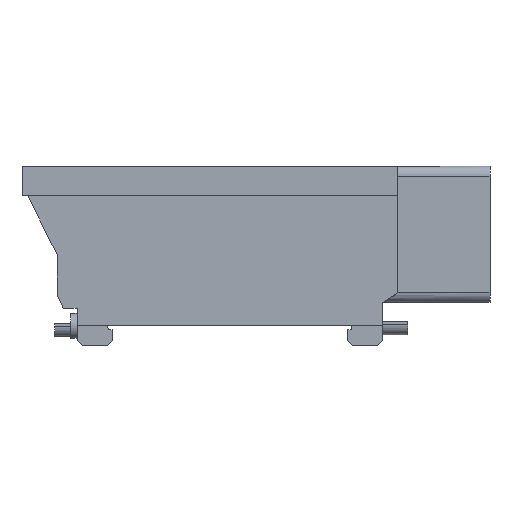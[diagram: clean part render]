
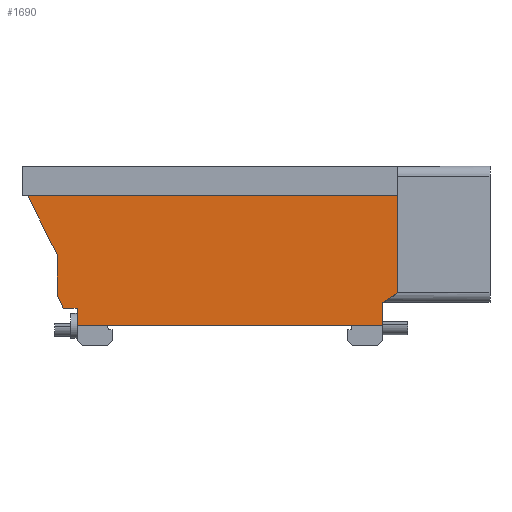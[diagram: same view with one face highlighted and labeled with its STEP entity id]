
A CAD part, left-side view. The second image highlights one B-rep face of the part: STEP entity #1690.
In plain terms, the highlighted planar face has unit normal (-1, 0, 0).
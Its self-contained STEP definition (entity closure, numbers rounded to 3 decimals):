
#39=PLANE('',#1801);
#102=LINE('',#2370,#316);
#103=LINE('',#2374,#317);
#113=LINE('',#2399,#327);
#114=LINE('',#2400,#328);
#115=LINE('',#2404,#329);
#120=LINE('',#2415,#334);
#121=LINE('',#2419,#335);
#146=LINE('',#2476,#360);
#158=LINE('',#2507,#372);
#162=LINE('',#2515,#376);
#163=LINE('',#2517,#377);
#164=LINE('',#2519,#378);
#165=LINE('',#2521,#379);
#166=LINE('',#2522,#380);
#167=LINE('',#2523,#381);
#168=LINE('',#2525,#382);
#169=LINE('',#2526,#383);
#170=LINE('',#2527,#384);
#316=VECTOR('',#1911,1000.);
#317=VECTOR('',#1914,1000.);
#327=VECTOR('',#1930,1000.);
#328=VECTOR('',#1931,1000.);
#329=VECTOR('',#1934,1000.);
#334=VECTOR('',#1943,1000.);
#335=VECTOR('',#1946,1000.);
#360=VECTOR('',#1979,1000.);
#372=VECTOR('',#1999,1000.);
#376=VECTOR('',#2005,1000.);
#377=VECTOR('',#2006,1000.);
#378=VECTOR('',#2007,1000.);
#379=VECTOR('',#2008,1000.);
#380=VECTOR('',#2009,1000.);
#381=VECTOR('',#2010,1000.);
#382=VECTOR('',#2011,1000.);
#383=VECTOR('',#2012,1000.);
#384=VECTOR('',#2013,1000.);
#604=ORIENTED_EDGE('',*,*,#1048,.F.);
#605=ORIENTED_EDGE('',*,*,#1035,.F.);
#606=ORIENTED_EDGE('',*,*,#1055,.F.);
#607=ORIENTED_EDGE('',*,*,#1033,.F.);
#608=ORIENTED_EDGE('',*,*,#1047,.F.);
#609=ORIENTED_EDGE('',*,*,#1104,.F.);
#610=ORIENTED_EDGE('',*,*,#1105,.F.);
#611=ORIENTED_EDGE('',*,*,#1106,.F.);
#612=ORIENTED_EDGE('',*,*,#1107,.F.);
#613=ORIENTED_EDGE('',*,*,#1100,.F.);
#614=ORIENTED_EDGE('',*,*,#1108,.T.);
#615=ORIENTED_EDGE('',*,*,#1085,.T.);
#616=ORIENTED_EDGE('',*,*,#1109,.T.);
#617=ORIENTED_EDGE('',*,*,#1110,.T.);
#618=ORIENTED_EDGE('',*,*,#1050,.F.);
#619=ORIENTED_EDGE('',*,*,#1111,.F.);
#620=ORIENTED_EDGE('',*,*,#1057,.F.);
#621=ORIENTED_EDGE('',*,*,#1112,.F.);
#1033=EDGE_CURVE('',#1284,#1285,#102,.F.);
#1035=EDGE_CURVE('',#1286,#1283,#103,.T.);
#1047=EDGE_CURVE('',#1298,#1284,#113,.T.);
#1048=EDGE_CURVE('',#1283,#1299,#114,.T.);
#1050=EDGE_CURVE('',#1300,#1287,#115,.T.);
#1055=EDGE_CURVE('',#1285,#1286,#120,.T.);
#1057=EDGE_CURVE('',#1306,#1305,#121,.T.);
#1085=EDGE_CURVE('',#1335,#1334,#146,.T.);
#1100=EDGE_CURVE('',#1349,#1350,#158,.T.);
#1104=EDGE_CURVE('',#1353,#1298,#162,.T.);
#1105=EDGE_CURVE('',#1354,#1353,#163,.T.);
#1106=EDGE_CURVE('',#1355,#1354,#164,.T.);
#1107=EDGE_CURVE('',#1350,#1355,#165,.T.);
#1108=EDGE_CURVE('',#1349,#1335,#166,.T.);
#1109=EDGE_CURVE('',#1334,#1356,#167,.F.);
#1110=EDGE_CURVE('',#1356,#1287,#168,.T.);
#1111=EDGE_CURVE('',#1305,#1300,#169,.T.);
#1112=EDGE_CURVE('',#1299,#1306,#170,.F.);
#1283=VERTEX_POINT('',#2368);
#1284=VERTEX_POINT('',#2369);
#1285=VERTEX_POINT('',#2371);
#1286=VERTEX_POINT('',#2373);
#1287=VERTEX_POINT('',#2377);
#1298=VERTEX_POINT('',#2398);
#1299=VERTEX_POINT('',#2401);
#1300=VERTEX_POINT('',#2403);
#1305=VERTEX_POINT('',#2417);
#1306=VERTEX_POINT('',#2418);
#1334=VERTEX_POINT('',#2475);
#1335=VERTEX_POINT('',#2477);
#1349=VERTEX_POINT('',#2506);
#1350=VERTEX_POINT('',#2508);
#1353=VERTEX_POINT('',#2516);
#1354=VERTEX_POINT('',#2518);
#1355=VERTEX_POINT('',#2520);
#1356=VERTEX_POINT('',#2524);
#1491=EDGE_LOOP('',(#604,#605,#606,#607,#608,#609,#610,#611,#612,#613,#614,
#615,#616,#617,#618,#619,#620,#621));
#1586=FACE_BOUND('',#1491,.T.);
#1690=ADVANCED_FACE('',(#1586),#39,.T.);
#1801=AXIS2_PLACEMENT_3D('',#2514,#2003,#2004);
#1911=DIRECTION('',(0.,0.,-1.));
#1914=DIRECTION('',(0.,0.,-1.));
#1930=DIRECTION('',(0.,-1.,0.));
#1931=DIRECTION('',(0.,-1.,0.));
#1934=DIRECTION('',(0.,-1.,0.));
#1943=DIRECTION('',(0.,-1.,0.));
#1946=DIRECTION('',(0.,-1.,0.));
#1979=DIRECTION('',(0.,0.,1.));
#1999=DIRECTION('',(0.,0.,1.));
#2003=DIRECTION('',(-1.,0.,0.));
#2004=DIRECTION('',(0.,-1.,0.));
#2005=DIRECTION('',(0.,0.447,0.894));
#2006=DIRECTION('',(0.,0.,1.));
#2007=DIRECTION('',(0.,0.414,0.91));
#2008=DIRECTION('',(0.,1.,0.));
#2009=DIRECTION('',(0.,-1.,0.));
#2010=DIRECTION('',(0.,0.832,-0.555));
#2011=DIRECTION('',(0.,0.,1.));
#2012=DIRECTION('',(0.,0.,-1.));
#2013=DIRECTION('',(0.,0.,-1.));
#2368=CARTESIAN_POINT('',(-19.5,11.881,-2.95));
#2369=CARTESIAN_POINT('',(-19.5,12.747,-2.95));
#2370=CARTESIAN_POINT('',(-19.5,12.747,0.));
#2371=CARTESIAN_POINT('',(-19.5,12.747,0.));
#2373=CARTESIAN_POINT('',(-19.5,11.881,0.));
#2374=CARTESIAN_POINT('',(-19.5,11.881,0.));
#2377=CARTESIAN_POINT('',(-19.5,-20.186,-2.95));
#2398=CARTESIAN_POINT('',(-19.5,16.755,-2.95));
#2399=CARTESIAN_POINT('',(-19.5,13.189,-2.95));
#2400=CARTESIAN_POINT('',(-19.5,13.189,-2.95));
#2401=CARTESIAN_POINT('',(-19.5,-14.753,-2.95));
#2403=CARTESIAN_POINT('',(-19.5,-15.619,-2.95));
#2404=CARTESIAN_POINT('',(-19.5,13.189,-2.95));
#2415=CARTESIAN_POINT('',(-19.5,-3.436,0.));
#2417=CARTESIAN_POINT('',(-19.5,-15.619,0.));
#2418=CARTESIAN_POINT('',(-19.5,-14.753,0.));
#2419=CARTESIAN_POINT('',(-19.5,-3.436,0.));
#2475=CARTESIAN_POINT('',(-19.5,-18.686,-13.65));
#2476=CARTESIAN_POINT('',(-19.5,-18.686,-17.75));
#2477=CARTESIAN_POINT('',(-19.5,-18.686,-15.95));
#2506=CARTESIAN_POINT('',(-19.5,11.814,-15.95));
#2507=CARTESIAN_POINT('',(-19.5,11.814,-17.75));
#2508=CARTESIAN_POINT('',(-19.5,11.814,-14.2));
#2514=CARTESIAN_POINT('',(-19.5,-3.436,-16.35));
#2515=CARTESIAN_POINT('',(-19.5,15.367,-5.726));
#2516=CARTESIAN_POINT('',(-19.5,13.814,-8.832));
#2517=CARTESIAN_POINT('',(-19.5,13.814,-13.45));
#2518=CARTESIAN_POINT('',(-19.5,13.814,-12.801));
#2519=CARTESIAN_POINT('',(-19.5,9.521,-22.242));
#2520=CARTESIAN_POINT('',(-19.5,13.178,-14.2));
#2521=CARTESIAN_POINT('',(-19.5,13.064,-14.2));
#2522=CARTESIAN_POINT('',(-19.5,-3.436,-15.95));
#2523=CARTESIAN_POINT('',(-19.5,-6.882,-21.519));
#2524=CARTESIAN_POINT('',(-19.5,-20.186,-12.65));
#2525=CARTESIAN_POINT('',(-19.5,-20.186,-8.075));
#2526=CARTESIAN_POINT('',(-19.5,-15.619,0.));
#2527=CARTESIAN_POINT('',(-19.5,-14.753,0.));
